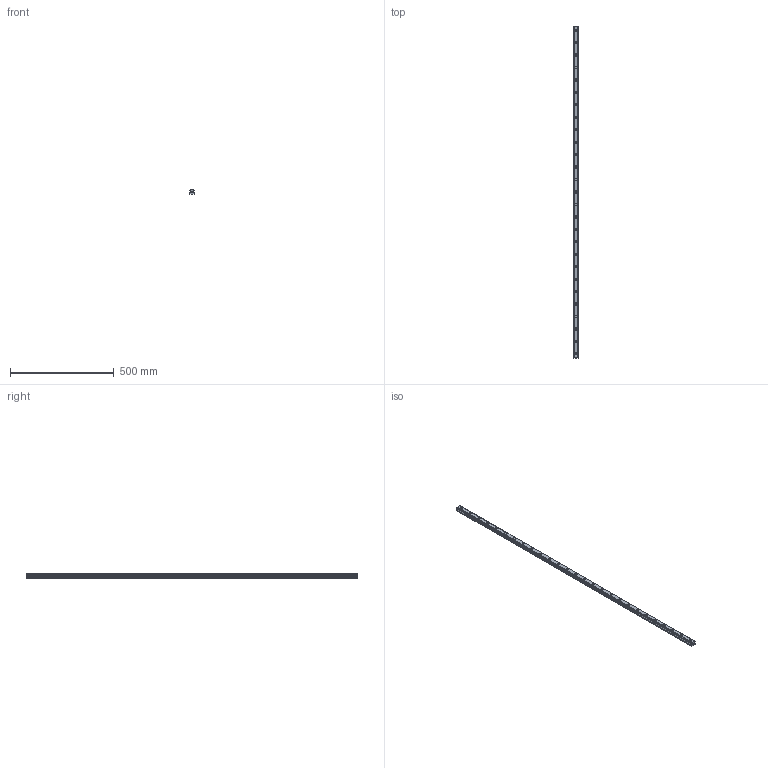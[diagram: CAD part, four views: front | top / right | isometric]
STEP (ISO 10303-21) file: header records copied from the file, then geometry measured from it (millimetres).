
FILE_DESCRIPTION(('STEP AP214'),'1');
FILE_NAME('cctmp_293D9032-C915-42FA-AC26-A5FA8DDBC5FE_2020_5_28_10_46_26_624..stp','2020-05-28T08:46:26',('HIWIN GmbH'),('CADClick - www.CADClick.com'),'Spatial InterOp 3D',' ','unknown authorization');
FILE_SCHEMA(('AUTOMOTIVE_DESIGN'));
Length unit declared in the file: millimetre
Products named in the file (1): HGR25R1600H_FILE
Bounding box: 23 x 1600 x 22 mm (x, y, z)
Volume: 664758.4 mm3; surface area: 164984.9 mm2
Topology: 1 solids, 1 shells, 435 faces, 1125 edges, 750 vertices
Faces by surface type: plane 251, cylinder 184
Entity records: 17067 total; most frequent: DIRECTION 2581, CARTESIAN_POINT 2311, ORIENTED_EDGE 2250, EDGE_CURVE 1125, AXIS2_PLACEMENT_3D 1020, VERTEX_POINT 750, LINE 541, VECTOR 541
